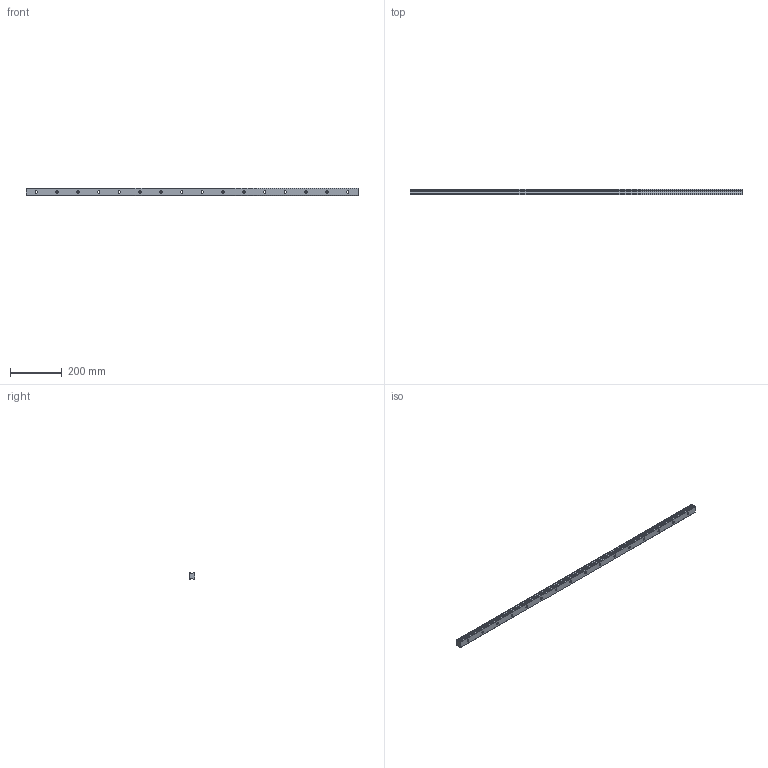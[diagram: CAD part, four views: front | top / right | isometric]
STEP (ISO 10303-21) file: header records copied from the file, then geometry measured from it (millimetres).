
FILE_DESCRIPTION (( 'STEP AP214' ), '1' );
FILE_NAME ('SHS30C1SS-1280L_G40_0_B-M6F_587_0_0_0_1.STEP', '2021-06-21T11:59:52', ( '' ), ( '' ), 'SwSTEP 2.0', 'SolidWorks 2021', '' );
FILE_SCHEMA (( 'AUTOMOTIVE_DESIGN' ));
Length unit declared in the file: millimetre
Products named in the file (2): SHS30C1SS-1280L_G40_0_B-M6F_587_0_0_0_1; _SHS30C128040 Track
Assembly tree (1 placements, depth 2):
  SHS30C1SS-1280L_G40_0_B-M6F_587_0_0_0_1
    _SHS30C128040 Track
Bounding box: 1280 x 23 x 28 mm (x, y, z)
Volume: 701698.4 mm3; surface area: 144329 mm2
Topology: 1 solids, 1 shells, 117 faces, 297 edges, 198 vertices
Faces by surface type: cylinder 85, plane 32
Entity records: 3751 total; most frequent: DIRECTION 709, CARTESIAN_POINT 616, ORIENTED_EDGE 594, EDGE_CURVE 297, AXIS2_PLACEMENT_3D 291, VERTEX_POINT 198, CIRCLE 170, EDGE_LOOP 165
